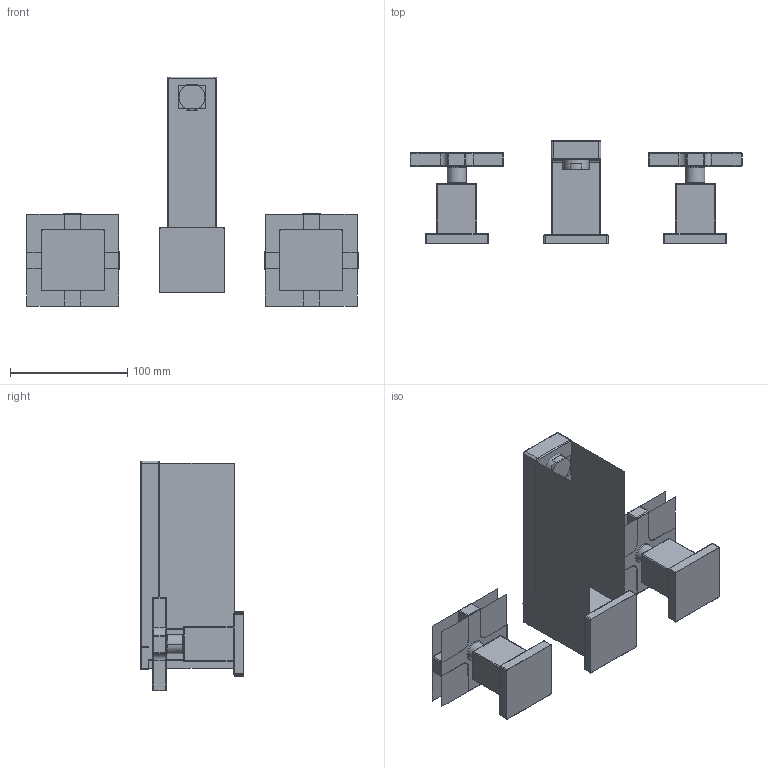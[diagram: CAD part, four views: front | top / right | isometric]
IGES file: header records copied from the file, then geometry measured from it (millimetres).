
Start section:  PTC IGES file: 2990_asm.igs
Global section: file name: 2990_asm.igs; native system: Creo Parametric by PTC Inc.; preprocessor: 2018400; author: jinson.thomas; organization: Unknown; date: 20201130.110233; units: inch
Bounding box: 282.96 x 87.88 x 196.01 mm (x, y, z)
Volume: 1050919.8 mm3; surface area: 881238.3 mm2
Topology: 3 solids, 3 shells, 592 faces, 3796 edges, 5376 vertices
Faces by surface type: revolution 440, bspline 152
